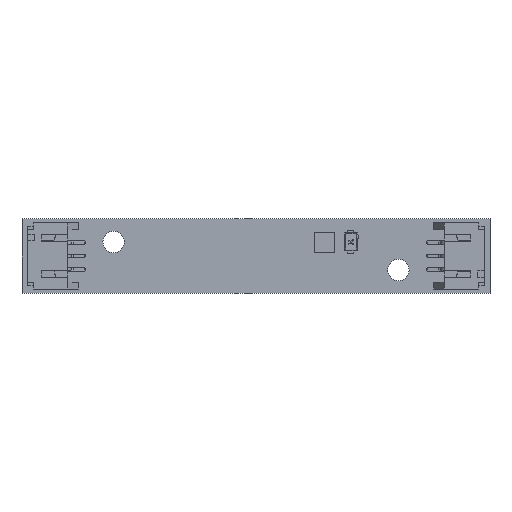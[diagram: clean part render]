
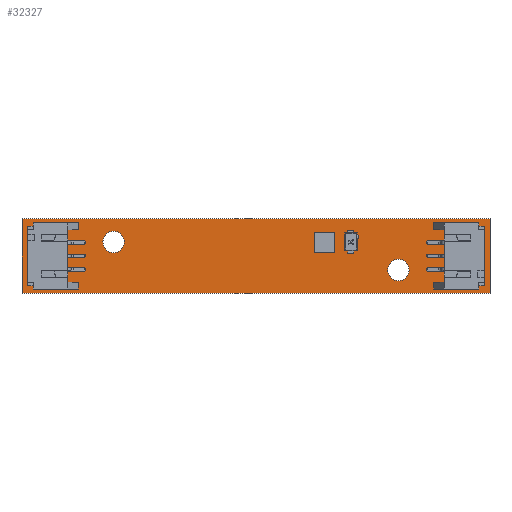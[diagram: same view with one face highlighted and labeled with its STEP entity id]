
A CAD part, top view. The second image highlights one B-rep face of the part: STEP entity #32327.
In plain terms, the highlighted planar face has unit normal (0, 0, 1).
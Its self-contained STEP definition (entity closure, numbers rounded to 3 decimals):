
#31970 = VERTEX_POINT('',#31971);
#31971 = CARTESIAN_POINT('',(-35.,5.6,1.09));
#31978 = PLANE('',#31979);
#31979 = AXIS2_PLACEMENT_3D('',#31980,#31981,#31982);
#31980 = CARTESIAN_POINT('',(-35.,5.6,0.));
#31981 = DIRECTION('',(0.,1.,0.));
#31982 = DIRECTION('',(1.,0.,0.));
#31990 = PLANE('',#31991);
#31991 = AXIS2_PLACEMENT_3D('',#31992,#31993,#31994);
#31992 = CARTESIAN_POINT('',(-35.,-5.6,0.));
#31993 = DIRECTION('',(-1.,0.,0.));
#31994 = DIRECTION('',(0.,1.,0.));
#32002 = EDGE_CURVE('',#31970,#32003,#32005,.T.);
#32003 = VERTEX_POINT('',#32004);
#32004 = CARTESIAN_POINT('',(35.,5.6,1.09));
#32005 = SURFACE_CURVE('',#32006,(#32010,#32017),.PCURVE_S1.);
#32006 = LINE('',#32007,#32008);
#32007 = CARTESIAN_POINT('',(-35.,5.6,1.09));
#32008 = VECTOR('',#32009,1.);
#32009 = DIRECTION('',(1.,0.,0.));
#32010 = PCURVE('',#31978,#32011);
#32011 = DEFINITIONAL_REPRESENTATION('',(#32012),#32016);
#32012 = LINE('',#32013,#32014);
#32013 = CARTESIAN_POINT('',(0.,-1.09));
#32014 = VECTOR('',#32015,1.);
#32015 = DIRECTION('',(1.,0.));
#32016 = ( GEOMETRIC_REPRESENTATION_CONTEXT(2) 
PARAMETRIC_REPRESENTATION_CONTEXT() REPRESENTATION_CONTEXT('2D SPACE',''
  ) );
#32017 = PCURVE('',#32018,#32023);
#32018 = PLANE('',#32019);
#32019 = AXIS2_PLACEMENT_3D('',#32020,#32021,#32022);
#32020 = CARTESIAN_POINT('',(0.,0.,1.09));
#32021 = DIRECTION('',(-0.,-0.,-1.));
#32022 = DIRECTION('',(-1.,0.,0.));
#32023 = DEFINITIONAL_REPRESENTATION('',(#32024),#32028);
#32024 = LINE('',#32025,#32026);
#32025 = CARTESIAN_POINT('',(35.,5.6));
#32026 = VECTOR('',#32027,1.);
#32027 = DIRECTION('',(-1.,0.));
#32028 = ( GEOMETRIC_REPRESENTATION_CONTEXT(2) 
PARAMETRIC_REPRESENTATION_CONTEXT() REPRESENTATION_CONTEXT('2D SPACE',''
  ) );
#32046 = PLANE('',#32047);
#32047 = AXIS2_PLACEMENT_3D('',#32048,#32049,#32050);
#32048 = CARTESIAN_POINT('',(35.,5.6,0.));
#32049 = DIRECTION('',(1.,0.,-0.));
#32050 = DIRECTION('',(0.,-1.,0.));
#32090 = VERTEX_POINT('',#32091);
#32091 = CARTESIAN_POINT('',(-35.,-5.6,1.09));
#32105 = PLANE('',#32106);
#32106 = AXIS2_PLACEMENT_3D('',#32107,#32108,#32109);
#32107 = CARTESIAN_POINT('',(35.,-5.6,0.));
#32108 = DIRECTION('',(0.,-1.,0.));
#32109 = DIRECTION('',(-1.,0.,0.));
#32117 = EDGE_CURVE('',#32090,#31970,#32118,.T.);
#32118 = SURFACE_CURVE('',#32119,(#32123,#32130),.PCURVE_S1.);
#32119 = LINE('',#32120,#32121);
#32120 = CARTESIAN_POINT('',(-35.,-5.6,1.09));
#32121 = VECTOR('',#32122,1.);
#32122 = DIRECTION('',(0.,1.,0.));
#32123 = PCURVE('',#31990,#32124);
#32124 = DEFINITIONAL_REPRESENTATION('',(#32125),#32129);
#32125 = LINE('',#32126,#32127);
#32126 = CARTESIAN_POINT('',(0.,-1.09));
#32127 = VECTOR('',#32128,1.);
#32128 = DIRECTION('',(1.,0.));
#32129 = ( GEOMETRIC_REPRESENTATION_CONTEXT(2) 
PARAMETRIC_REPRESENTATION_CONTEXT() REPRESENTATION_CONTEXT('2D SPACE',''
  ) );
#32130 = PCURVE('',#32018,#32131);
#32131 = DEFINITIONAL_REPRESENTATION('',(#32132),#32136);
#32132 = LINE('',#32133,#32134);
#32133 = CARTESIAN_POINT('',(35.,-5.6));
#32134 = VECTOR('',#32135,1.);
#32135 = DIRECTION('',(0.,1.));
#32136 = ( GEOMETRIC_REPRESENTATION_CONTEXT(2) 
PARAMETRIC_REPRESENTATION_CONTEXT() REPRESENTATION_CONTEXT('2D SPACE',''
  ) );
#32164 = EDGE_CURVE('',#32003,#32165,#32167,.T.);
#32165 = VERTEX_POINT('',#32166);
#32166 = CARTESIAN_POINT('',(35.,-5.6,1.09));
#32167 = SURFACE_CURVE('',#32168,(#32172,#32179),.PCURVE_S1.);
#32168 = LINE('',#32169,#32170);
#32169 = CARTESIAN_POINT('',(35.,5.6,1.09));
#32170 = VECTOR('',#32171,1.);
#32171 = DIRECTION('',(0.,-1.,0.));
#32172 = PCURVE('',#32046,#32173);
#32173 = DEFINITIONAL_REPRESENTATION('',(#32174),#32178);
#32174 = LINE('',#32175,#32176);
#32175 = CARTESIAN_POINT('',(0.,-1.09));
#32176 = VECTOR('',#32177,1.);
#32177 = DIRECTION('',(1.,0.));
#32178 = ( GEOMETRIC_REPRESENTATION_CONTEXT(2) 
PARAMETRIC_REPRESENTATION_CONTEXT() REPRESENTATION_CONTEXT('2D SPACE',''
  ) );
#32179 = PCURVE('',#32018,#32180);
#32180 = DEFINITIONAL_REPRESENTATION('',(#32181),#32185);
#32181 = LINE('',#32182,#32183);
#32182 = CARTESIAN_POINT('',(-35.,5.6));
#32183 = VECTOR('',#32184,1.);
#32184 = DIRECTION('',(0.,-1.));
#32185 = ( GEOMETRIC_REPRESENTATION_CONTEXT(2) 
PARAMETRIC_REPRESENTATION_CONTEXT() REPRESENTATION_CONTEXT('2D SPACE',''
  ) );
#32281 = CYLINDRICAL_SURFACE('',#32282,1.6);
#32282 = AXIS2_PLACEMENT_3D('',#32283,#32284,#32285);
#32283 = CARTESIAN_POINT('',(21.3,-2.1,-0.545));
#32284 = DIRECTION('',(0.,0.,1.));
#32285 = DIRECTION('',(1.,0.,-0.));
#32316 = CYLINDRICAL_SURFACE('',#32317,1.6);
#32317 = AXIS2_PLACEMENT_3D('',#32318,#32319,#32320);
#32318 = CARTESIAN_POINT('',(-21.3,2.1,-0.545));
#32319 = DIRECTION('',(0.,0.,1.));
#32320 = DIRECTION('',(1.,0.,-0.));
#32327 = ADVANCED_FACE('',(#32328,#32354,#32384),#32018,.F.);
#32328 = FACE_BOUND('',#32329,.F.);
#32329 = EDGE_LOOP('',(#32330,#32331,#32332,#32353));
#32330 = ORIENTED_EDGE('',*,*,#32002,.T.);
#32331 = ORIENTED_EDGE('',*,*,#32164,.T.);
#32332 = ORIENTED_EDGE('',*,*,#32333,.T.);
#32333 = EDGE_CURVE('',#32165,#32090,#32334,.T.);
#32334 = SURFACE_CURVE('',#32335,(#32339,#32346),.PCURVE_S1.);
#32335 = LINE('',#32336,#32337);
#32336 = CARTESIAN_POINT('',(35.,-5.6,1.09));
#32337 = VECTOR('',#32338,1.);
#32338 = DIRECTION('',(-1.,0.,0.));
#32339 = PCURVE('',#32018,#32340);
#32340 = DEFINITIONAL_REPRESENTATION('',(#32341),#32345);
#32341 = LINE('',#32342,#32343);
#32342 = CARTESIAN_POINT('',(-35.,-5.6));
#32343 = VECTOR('',#32344,1.);
#32344 = DIRECTION('',(1.,0.));
#32345 = ( GEOMETRIC_REPRESENTATION_CONTEXT(2) 
PARAMETRIC_REPRESENTATION_CONTEXT() REPRESENTATION_CONTEXT('2D SPACE',''
  ) );
#32346 = PCURVE('',#32105,#32347);
#32347 = DEFINITIONAL_REPRESENTATION('',(#32348),#32352);
#32348 = LINE('',#32349,#32350);
#32349 = CARTESIAN_POINT('',(0.,-1.09));
#32350 = VECTOR('',#32351,1.);
#32351 = DIRECTION('',(1.,0.));
#32352 = ( GEOMETRIC_REPRESENTATION_CONTEXT(2) 
PARAMETRIC_REPRESENTATION_CONTEXT() REPRESENTATION_CONTEXT('2D SPACE',''
  ) );
#32353 = ORIENTED_EDGE('',*,*,#32117,.T.);
#32354 = FACE_BOUND('',#32355,.F.);
#32355 = EDGE_LOOP('',(#32356));
#32356 = ORIENTED_EDGE('',*,*,#32357,.T.);
#32357 = EDGE_CURVE('',#32358,#32358,#32360,.T.);
#32358 = VERTEX_POINT('',#32359);
#32359 = CARTESIAN_POINT('',(22.9,-2.1,1.09));
#32360 = SURFACE_CURVE('',#32361,(#32366,#32377),.PCURVE_S1.);
#32361 = CIRCLE('',#32362,1.6);
#32362 = AXIS2_PLACEMENT_3D('',#32363,#32364,#32365);
#32363 = CARTESIAN_POINT('',(21.3,-2.1,1.09));
#32364 = DIRECTION('',(0.,0.,1.));
#32365 = DIRECTION('',(1.,0.,-0.));
#32366 = PCURVE('',#32018,#32367);
#32367 = DEFINITIONAL_REPRESENTATION('',(#32368),#32376);
#32368 = ( BOUNDED_CURVE() B_SPLINE_CURVE(2,(#32369,#32370,#32371,#32372
    ,#32373,#32374,#32375),.UNSPECIFIED.,.T.,.F.) 
B_SPLINE_CURVE_WITH_KNOTS((1,2,2,2,2,1),(-2.094,0.,
    2.094,4.189,6.283,8.378),
.UNSPECIFIED.) CURVE() GEOMETRIC_REPRESENTATION_ITEM() 
RATIONAL_B_SPLINE_CURVE((1.,0.5,1.,0.5,1.,0.5,1.)) REPRESENTATION_ITEM(
  '') );
#32369 = CARTESIAN_POINT('',(-22.9,-2.1));
#32370 = CARTESIAN_POINT('',(-22.9,0.671));
#32371 = CARTESIAN_POINT('',(-20.5,-0.714));
#32372 = CARTESIAN_POINT('',(-18.1,-2.1));
#32373 = CARTESIAN_POINT('',(-20.5,-3.486));
#32374 = CARTESIAN_POINT('',(-22.9,-4.871));
#32375 = CARTESIAN_POINT('',(-22.9,-2.1));
#32376 = ( GEOMETRIC_REPRESENTATION_CONTEXT(2) 
PARAMETRIC_REPRESENTATION_CONTEXT() REPRESENTATION_CONTEXT('2D SPACE',''
  ) );
#32377 = PCURVE('',#32281,#32378);
#32378 = DEFINITIONAL_REPRESENTATION('',(#32379),#32383);
#32379 = LINE('',#32380,#32381);
#32380 = CARTESIAN_POINT('',(0.,1.635));
#32381 = VECTOR('',#32382,1.);
#32382 = DIRECTION('',(1.,0.));
#32383 = ( GEOMETRIC_REPRESENTATION_CONTEXT(2) 
PARAMETRIC_REPRESENTATION_CONTEXT() REPRESENTATION_CONTEXT('2D SPACE',''
  ) );
#32384 = FACE_BOUND('',#32385,.F.);
#32385 = EDGE_LOOP('',(#32386));
#32386 = ORIENTED_EDGE('',*,*,#32387,.T.);
#32387 = EDGE_CURVE('',#32388,#32388,#32390,.T.);
#32388 = VERTEX_POINT('',#32389);
#32389 = CARTESIAN_POINT('',(-19.7,2.1,1.09));
#32390 = SURFACE_CURVE('',#32391,(#32396,#32407),.PCURVE_S1.);
#32391 = CIRCLE('',#32392,1.6);
#32392 = AXIS2_PLACEMENT_3D('',#32393,#32394,#32395);
#32393 = CARTESIAN_POINT('',(-21.3,2.1,1.09));
#32394 = DIRECTION('',(0.,0.,1.));
#32395 = DIRECTION('',(1.,0.,-0.));
#32396 = PCURVE('',#32018,#32397);
#32397 = DEFINITIONAL_REPRESENTATION('',(#32398),#32406);
#32398 = ( BOUNDED_CURVE() B_SPLINE_CURVE(2,(#32399,#32400,#32401,#32402
    ,#32403,#32404,#32405),.UNSPECIFIED.,.T.,.F.) 
B_SPLINE_CURVE_WITH_KNOTS((1,2,2,2,2,1),(-2.094,0.,
    2.094,4.189,6.283,8.378),
.UNSPECIFIED.) CURVE() GEOMETRIC_REPRESENTATION_ITEM() 
RATIONAL_B_SPLINE_CURVE((1.,0.5,1.,0.5,1.,0.5,1.)) REPRESENTATION_ITEM(
  '') );
#32399 = CARTESIAN_POINT('',(19.7,2.1));
#32400 = CARTESIAN_POINT('',(19.7,4.871));
#32401 = CARTESIAN_POINT('',(22.1,3.486));
#32402 = CARTESIAN_POINT('',(24.5,2.1));
#32403 = CARTESIAN_POINT('',(22.1,0.714));
#32404 = CARTESIAN_POINT('',(19.7,-0.671));
#32405 = CARTESIAN_POINT('',(19.7,2.1));
#32406 = ( GEOMETRIC_REPRESENTATION_CONTEXT(2) 
PARAMETRIC_REPRESENTATION_CONTEXT() REPRESENTATION_CONTEXT('2D SPACE',''
  ) );
#32407 = PCURVE('',#32316,#32408);
#32408 = DEFINITIONAL_REPRESENTATION('',(#32409),#32413);
#32409 = LINE('',#32410,#32411);
#32410 = CARTESIAN_POINT('',(0.,1.635));
#32411 = VECTOR('',#32412,1.);
#32412 = DIRECTION('',(1.,0.));
#32413 = ( GEOMETRIC_REPRESENTATION_CONTEXT(2) 
PARAMETRIC_REPRESENTATION_CONTEXT() REPRESENTATION_CONTEXT('2D SPACE',''
  ) );
